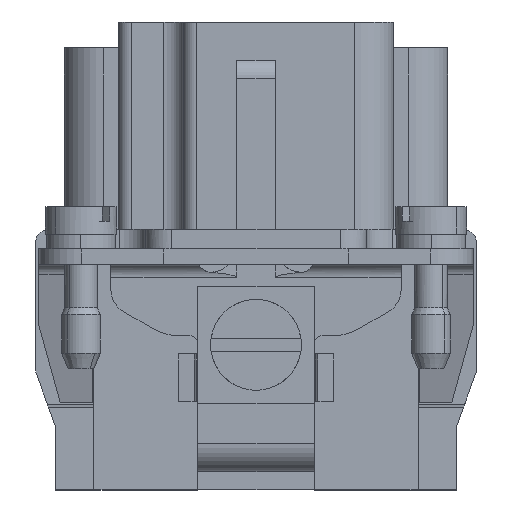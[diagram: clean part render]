
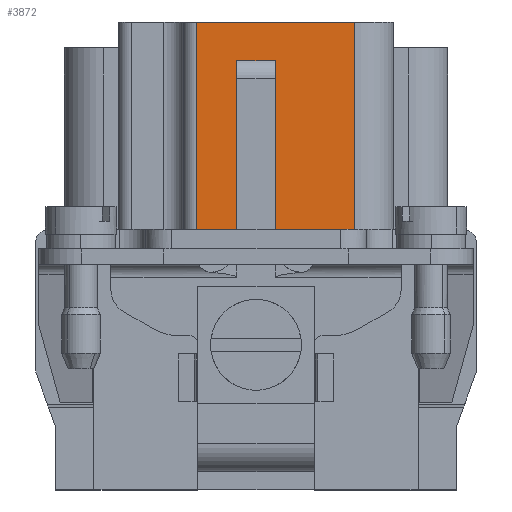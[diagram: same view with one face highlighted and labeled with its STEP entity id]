
A CAD part, left-side view. The second image highlights one B-rep face of the part: STEP entity #3872.
In plain terms, the highlighted planar face has unit normal (-1, 0, 0).
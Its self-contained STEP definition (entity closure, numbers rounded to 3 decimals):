
#3381=CARTESIAN_POINT('',(-45.5,-7.6,2.7));
#3382=VERTEX_POINT('',#3381);
#3390=CARTESIAN_POINT('',(-45.5,-1.5,2.7));
#3391=VERTEX_POINT('',#3390);
#3392=CARTESIAN_POINT('',(-45.5,12338.375,2.7));
#3393=DIRECTION('',(0.,-1.,-0.));
#3394=VECTOR('',#3393,24690.);
#3395=LINE('',#3392,#3394);
#3396=EDGE_CURVE('',#3391,#3382,#3395,.T.);
#3414=CARTESIAN_POINT('',(-45.5,1.5,2.7));
#3415=VERTEX_POINT('',#3414);
#3422=CARTESIAN_POINT('',(-45.5,4.6,2.7));
#3423=VERTEX_POINT('',#3422);
#3424=CARTESIAN_POINT('',(-45.5,12338.375,2.7));
#3425=DIRECTION('',(0.,-1.,-0.));
#3426=VECTOR('',#3425,24690.);
#3427=LINE('',#3424,#3426);
#3428=EDGE_CURVE('',#3423,#3415,#3427,.T.);
#3819=CARTESIAN_POINT('',(-45.5,4.6,2.7));
#3820=DIRECTION('',(-1.,-0.,0.));
#3821=DIRECTION('',(0.,-1.,0.));
#3822=AXIS2_PLACEMENT_3D('',#3819,#3820,#3821);
#3823=PLANE('',#3822);
#3824=ORIENTED_EDGE('',*,*,#3428,.T.);
#3825=CARTESIAN_POINT('',(-45.5,1.5,15.715));
#3826=VERTEX_POINT('',#3825);
#3827=CARTESIAN_POINT('',(-45.5,1.5,-12344.161));
#3828=DIRECTION('',(0.,0.,1.));
#3829=VECTOR('',#3828,24690.);
#3830=LINE('',#3827,#3829);
#3831=EDGE_CURVE('',#3415,#3826,#3830,.T.);
#3832=ORIENTED_EDGE('',*,*,#3831,.T.);
#3833=CARTESIAN_POINT('',(-45.5,-1.5,15.715));
#3834=VERTEX_POINT('',#3833);
#3835=CARTESIAN_POINT('',(-45.5,-12346.5,15.715));
#3836=DIRECTION('',(0.,1.,0.));
#3837=VECTOR('',#3836,24690.);
#3838=LINE('',#3835,#3837);
#3839=EDGE_CURVE('',#3834,#3826,#3838,.T.);
#3840=ORIENTED_EDGE('',*,*,#3839,.F.);
#3841=CARTESIAN_POINT('',(-45.5,-1.5,12354.711));
#3842=DIRECTION('',(-0.,0.,-1.));
#3843=VECTOR('',#3842,24690.);
#3844=LINE('',#3841,#3843);
#3845=EDGE_CURVE('',#3834,#3391,#3844,.T.);
#3846=ORIENTED_EDGE('',*,*,#3845,.T.);
#3847=ORIENTED_EDGE('',*,*,#3396,.T.);
#3848=CARTESIAN_POINT('',(-45.5,-7.6,18.7));
#3849=VERTEX_POINT('',#3848);
#3850=CARTESIAN_POINT('',(-45.5,-7.6,12347.7));
#3851=DIRECTION('',(-0.,-0.,-1.));
#3852=VECTOR('',#3851,24690.);
#3853=LINE('',#3850,#3852);
#3854=EDGE_CURVE('',#3849,#3382,#3853,.T.);
#3855=ORIENTED_EDGE('',*,*,#3854,.F.);
#3856=CARTESIAN_POINT('',(-45.5,4.6,18.7));
#3857=VERTEX_POINT('',#3856);
#3858=CARTESIAN_POINT('',(-45.5,12341.5,18.7));
#3859=DIRECTION('',(0.,-1.,-0.));
#3860=VECTOR('',#3859,24690.);
#3861=LINE('',#3858,#3860);
#3862=EDGE_CURVE('',#3857,#3849,#3861,.T.);
#3863=ORIENTED_EDGE('',*,*,#3862,.F.);
#3864=CARTESIAN_POINT('',(-45.5,4.6,12347.7));
#3865=DIRECTION('',(-0.,-0.,-1.));
#3866=VECTOR('',#3865,24690.);
#3867=LINE('',#3864,#3866);
#3868=EDGE_CURVE('',#3857,#3423,#3867,.T.);
#3869=ORIENTED_EDGE('',*,*,#3868,.T.);
#3870=EDGE_LOOP('',(#3824,#3832,#3840,#3846,#3847,#3855,#3863,#3869));
#3871=FACE_BOUND('',#3870,.T.);
#3872=ADVANCED_FACE('',(#3871),#3823,.T.);
